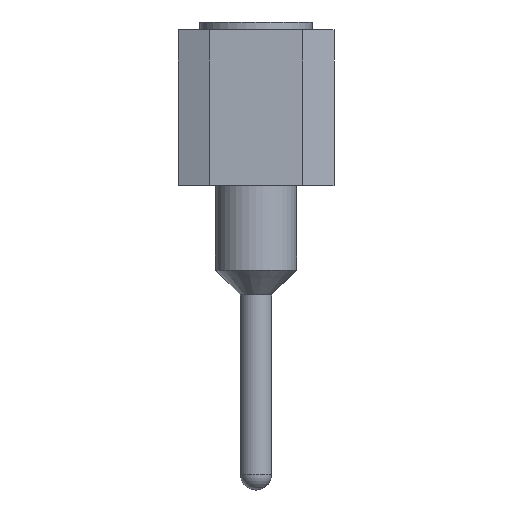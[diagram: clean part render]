
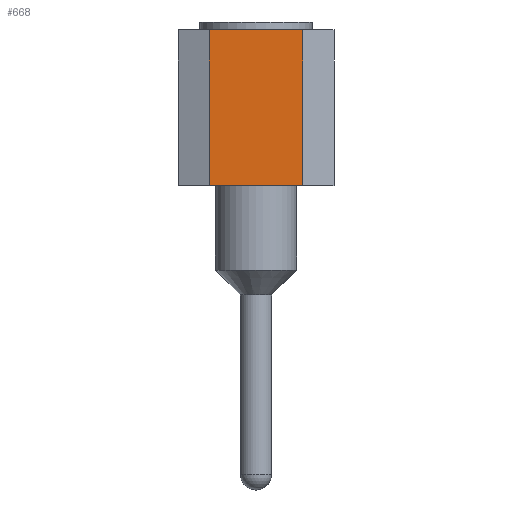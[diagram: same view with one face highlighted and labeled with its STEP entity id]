
A CAD part, front view. The second image highlights one B-rep face of the part: STEP entity #668.
In plain terms, the highlighted planar face has unit normal (0, -1, 0).
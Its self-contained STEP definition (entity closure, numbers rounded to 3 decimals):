
#232 = VERTEX_POINT('',#233);
#233 = CARTESIAN_POINT('',(-0.762,-6.35,3.683));
#239 = EDGE_CURVE('',#232,#240,#242,.T.);
#240 = VERTEX_POINT('',#241);
#241 = CARTESIAN_POINT('',(0.762,-6.35,3.683));
#242 = LINE('',#243,#244);
#243 = CARTESIAN_POINT('',(-1.27,-6.35,3.683));
#244 = VECTOR('',#245,1.);
#245 = DIRECTION('',(1.,0.,0.));
#625 = VERTEX_POINT('',#626);
#626 = CARTESIAN_POINT('',(-0.762,-6.35,1.143));
#632 = EDGE_CURVE('',#232,#625,#633,.T.);
#633 = LINE('',#634,#635);
#634 = CARTESIAN_POINT('',(-0.762,-6.35,3.683));
#635 = VECTOR('',#636,1.);
#636 = DIRECTION('',(0.,0.,-1.));
#668 = ADVANCED_FACE('',(#669),#687,.F.);
#669 = FACE_BOUND('',#670,.T.);
#670 = EDGE_LOOP('',(#671,#672,#680,#686));
#671 = ORIENTED_EDGE('',*,*,#632,.T.);
#672 = ORIENTED_EDGE('',*,*,#673,.T.);
#673 = EDGE_CURVE('',#625,#674,#676,.T.);
#674 = VERTEX_POINT('',#675);
#675 = CARTESIAN_POINT('',(0.762,-6.35,1.143));
#676 = LINE('',#677,#678);
#677 = CARTESIAN_POINT('',(-1.27,-6.35,1.143));
#678 = VECTOR('',#679,1.);
#679 = DIRECTION('',(1.,0.,0.));
#680 = ORIENTED_EDGE('',*,*,#681,.F.);
#681 = EDGE_CURVE('',#240,#674,#682,.T.);
#682 = LINE('',#683,#684);
#683 = CARTESIAN_POINT('',(0.762,-6.35,3.683));
#684 = VECTOR('',#685,1.);
#685 = DIRECTION('',(0.,0.,-1.));
#686 = ORIENTED_EDGE('',*,*,#239,.F.);
#687 = PLANE('',#688);
#688 = AXIS2_PLACEMENT_3D('',#689,#690,#691);
#689 = CARTESIAN_POINT('',(-1.27,-6.35,2.921));
#690 = DIRECTION('',(0.,1.,0.));
#691 = DIRECTION('',(-1.,0.,0.));
